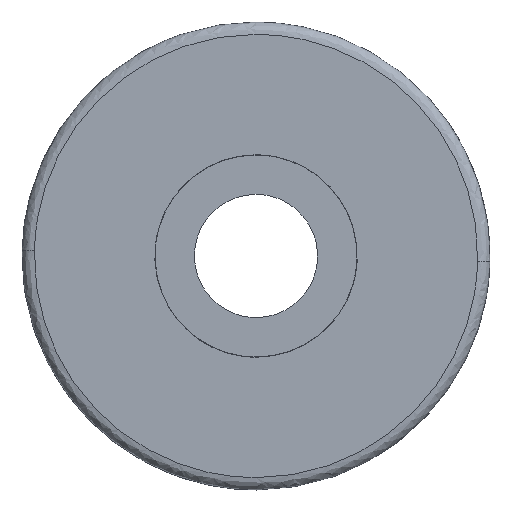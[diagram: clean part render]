
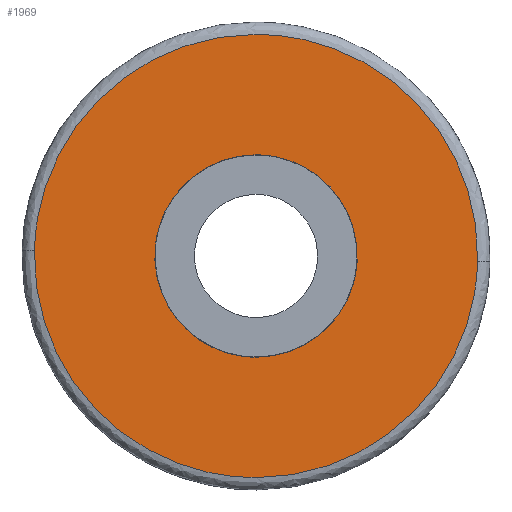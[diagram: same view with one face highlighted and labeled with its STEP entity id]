
A CAD part, front view. The second image highlights one B-rep face of the part: STEP entity #1969.
In plain terms, the highlighted free-form (B-spline) face has degree [1, 1] with [2, 2] control points.
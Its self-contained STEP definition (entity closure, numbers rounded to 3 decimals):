
#449=CARTESIAN_POINT('',(-4.081,0.,0.485));
#450=VERTEX_POINT('',#449);
#456=CARTESIAN_POINT('',(0.0,0.0,-4.11));
#457=VERTEX_POINT('',#456);
#458=CARTESIAN_POINT('',(-4.081,0.,0.485));
#459=CARTESIAN_POINT('',(-4.11,0.0,0.243));
#460=CARTESIAN_POINT('',(-4.11,0.0,0.0));
#461=CARTESIAN_POINT('',(-4.11,0.0,-4.11));
#462=CARTESIAN_POINT('',(0.0,0.0,-4.11));
#470=(BOUNDED_CURVE()B_SPLINE_CURVE(2,(#458,#459,#460,#461,#462),.UNSPECIFIED.,.F.,.U.)B_SPLINE_CURVE_WITH_KNOTS((3,2,3),(0.23,0.25,0.5),.UNSPECIFIED.)CURVE()GEOMETRIC_REPRESENTATION_ITEM()RATIONAL_B_SPLINE_CURVE((0.956,0.976,1.0,0.707,1.0))REPRESENTATION_ITEM(''));
#471=EDGE_CURVE('',#450,#457,#470,.T.);
#473=CARTESIAN_POINT('',(4.102,0.,-0.251));
#474=VERTEX_POINT('',#473);
#475=CARTESIAN_POINT('',(0.0,0.0,-4.11));
#476=CARTESIAN_POINT('',(3.866,0.0,-4.11));
#477=CARTESIAN_POINT('',(4.102,0.,-0.251));
#485=(BOUNDED_CURVE()B_SPLINE_CURVE(2,(#475,#476,#477),.UNSPECIFIED.,.F.,.U.)B_SPLINE_CURVE_WITH_KNOTS((3,3),(0.5,0.739),.UNSPECIFIED.)CURVE()GEOMETRIC_REPRESENTATION_ITEM()RATIONAL_B_SPLINE_CURVE((1.0,0.72,0.976))REPRESENTATION_ITEM(''));
#486=EDGE_CURVE('',#457,#474,#485,.T.);
#560=CARTESIAN_POINT('',(0.0,0.0,4.11));
#561=VERTEX_POINT('',#560);
#562=CARTESIAN_POINT('',(4.102,0.,-0.251));
#563=CARTESIAN_POINT('',(4.11,0.0,-0.126));
#564=CARTESIAN_POINT('',(4.11,0.0,0.0));
#565=CARTESIAN_POINT('',(4.11,0.0,4.11));
#566=CARTESIAN_POINT('',(0.0,0.0,4.11));
#574=(BOUNDED_CURVE()B_SPLINE_CURVE(2,(#562,#563,#564,#565,#566),.UNSPECIFIED.,.F.,.U.)B_SPLINE_CURVE_WITH_KNOTS((3,2,3),(0.739,0.75,1.0),.UNSPECIFIED.)CURVE()GEOMETRIC_REPRESENTATION_ITEM()RATIONAL_B_SPLINE_CURVE((0.976,0.988,1.0,0.707,1.0))REPRESENTATION_ITEM(''));
#575=EDGE_CURVE('',#474,#561,#574,.T.);
#577=CARTESIAN_POINT('',(0.0,0.0,4.11));
#578=CARTESIAN_POINT('',(-3.65,0.0,4.11));
#579=CARTESIAN_POINT('',(-4.081,0.,0.485));
#587=(BOUNDED_CURVE()B_SPLINE_CURVE(2,(#577,#578,#579),.UNSPECIFIED.,.F.,.U.)B_SPLINE_CURVE_WITH_KNOTS((3,3),(0.0,0.23),.UNSPECIFIED.)CURVE()GEOMETRIC_REPRESENTATION_ITEM()RATIONAL_B_SPLINE_CURVE((1.0,0.731,0.956))REPRESENTATION_ITEM(''));
#588=EDGE_CURVE('',#561,#450,#587,.T.);
#1617=CARTESIAN_POINT('',(-8.997,0.,0.226));
#1618=VERTEX_POINT('',#1617);
#1619=CARTESIAN_POINT('',(0.0,0.,-9.0));
#1620=VERTEX_POINT('',#1619);
#1621=CARTESIAN_POINT('',(-8.997,0.,0.226));
#1622=CARTESIAN_POINT('',(-9.0,0.,0.113));
#1623=CARTESIAN_POINT('',(-9.0,0.,0.));
#1624=CARTESIAN_POINT('',(-9.0,0.,-9.0));
#1625=CARTESIAN_POINT('',(0.0,0.,-9.0));
#1633=(BOUNDED_CURVE()B_SPLINE_CURVE(2,(#1621,#1622,#1623,#1624,#1625),.UNSPECIFIED.,.F.,.U.)B_SPLINE_CURVE_WITH_KNOTS((3,2,3),(0.746,0.75,1.0),.UNSPECIFIED.)CURVE()GEOMETRIC_REPRESENTATION_ITEM()RATIONAL_B_SPLINE_CURVE((0.99,0.995,1.0,0.707,1.0))REPRESENTATION_ITEM(''));
#1634=EDGE_CURVE('',#1618,#1620,#1633,.T.);
#1651=CARTESIAN_POINT('',(8.997,0.,-0.226));
#1652=VERTEX_POINT('',#1651);
#1666=CARTESIAN_POINT('',(0.0,0.,-9.0));
#1667=CARTESIAN_POINT('',(8.777,0.,-9.));
#1668=CARTESIAN_POINT('',(8.997,0.,-0.226));
#1676=(BOUNDED_CURVE()B_SPLINE_CURVE(2,(#1666,#1667,#1668),.UNSPECIFIED.,.F.,.U.)B_SPLINE_CURVE_WITH_KNOTS((3,3),(0.0,0.246),.UNSPECIFIED.)CURVE()GEOMETRIC_REPRESENTATION_ITEM()RATIONAL_B_SPLINE_CURVE((1.0,0.712,0.99))REPRESENTATION_ITEM(''));
#1677=EDGE_CURVE('',#1620,#1652,#1676,.T.);
#1705=CARTESIAN_POINT('',(0.0,0.,9.0));
#1706=VERTEX_POINT('',#1705);
#1707=CARTESIAN_POINT('',(0.0,0.,9.0));
#1708=CARTESIAN_POINT('',(-8.777,0.,9.0));
#1709=CARTESIAN_POINT('',(-8.997,0.,0.226));
#1717=(BOUNDED_CURVE()B_SPLINE_CURVE(2,(#1707,#1708,#1709),.UNSPECIFIED.,.F.,.U.)B_SPLINE_CURVE_WITH_KNOTS((3,3),(0.5,0.746),.UNSPECIFIED.)CURVE()GEOMETRIC_REPRESENTATION_ITEM()RATIONAL_B_SPLINE_CURVE((1.0,0.712,0.99))REPRESENTATION_ITEM(''));
#1718=EDGE_CURVE('',#1706,#1618,#1717,.T.);
#1720=CARTESIAN_POINT('',(8.997,0.,-0.226));
#1721=CARTESIAN_POINT('',(9.,0.,-0.113));
#1722=CARTESIAN_POINT('',(9.0,0.,0.));
#1723=CARTESIAN_POINT('',(9.0,0.,9.0));
#1724=CARTESIAN_POINT('',(0.0,0.,9.0));
#1732=(BOUNDED_CURVE()B_SPLINE_CURVE(2,(#1720,#1721,#1722,#1723,#1724),.UNSPECIFIED.,.F.,.U.)B_SPLINE_CURVE_WITH_KNOTS((3,2,3),(0.246,0.25,0.5),.UNSPECIFIED.)CURVE()GEOMETRIC_REPRESENTATION_ITEM()RATIONAL_B_SPLINE_CURVE((0.99,0.995,1.0,0.707,1.0))REPRESENTATION_ITEM(''));
#1733=EDGE_CURVE('',#1652,#1706,#1732,.T.);
#1952=CARTESIAN_POINT('',(-9.896,0.,-9.899));
#1953=CARTESIAN_POINT('',(-9.896,0.,9.899));
#1954=CARTESIAN_POINT('',(9.896,0.,-9.899));
#1955=CARTESIAN_POINT('',(9.896,0.,9.899));
#1956=B_SPLINE_SURFACE_WITH_KNOTS('',1,1,((#1952,#1954),(#1953,#1955)),.UNSPECIFIED.,.F.,.F.,.U.,(2,2),(2,2),(0.0,19.798),(0.0,19.792),.UNSPECIFIED.);
#1957=ORIENTED_EDGE('',*,*,#1677,.T.);
#1958=ORIENTED_EDGE('',*,*,#1733,.T.);
#1959=ORIENTED_EDGE('',*,*,#1718,.T.);
#1960=ORIENTED_EDGE('',*,*,#1634,.T.);
#1961=EDGE_LOOP('',(#1957,#1958,#1959,#1960));
#1962=FACE_OUTER_BOUND('',#1961,.T.);
#1963=ORIENTED_EDGE('',*,*,#486,.F.);
#1964=ORIENTED_EDGE('',*,*,#471,.F.);
#1965=ORIENTED_EDGE('',*,*,#588,.F.);
#1966=ORIENTED_EDGE('',*,*,#575,.F.);
#1967=EDGE_LOOP('',(#1963,#1964,#1965,#1966));
#1968=FACE_BOUND('',#1967,.T.);
#1969=ADVANCED_FACE('',(#1962,#1968),#1956,.F.);
